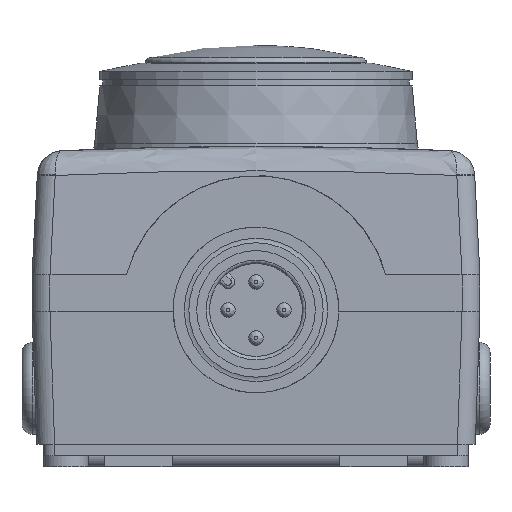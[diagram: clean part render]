
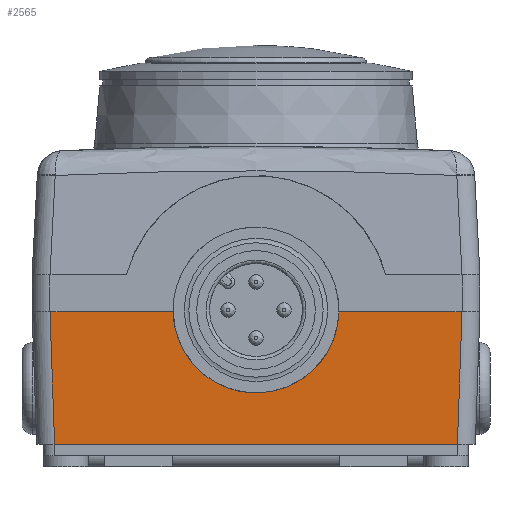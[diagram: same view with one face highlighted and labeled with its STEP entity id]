
A CAD part, front view. The second image highlights one B-rep face of the part: STEP entity #2565.
In plain terms, the highlighted planar face has unit normal (0, -0.999, -0.035).
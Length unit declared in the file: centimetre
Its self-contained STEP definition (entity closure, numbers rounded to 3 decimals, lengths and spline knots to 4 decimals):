
#37=ELLIPSE('',#2858,0.7405,0.74);
#163=LINE('',#4460,#303);
#164=LINE('',#4462,#304);
#165=LINE('',#4464,#305);
#166=LINE('',#4466,#306);
#167=LINE('',#4468,#307);
#168=LINE('',#4470,#308);
#169=LINE('',#4471,#309);
#303=VECTOR('',#3457,1.1002);
#304=VECTOR('',#3458,0.0001);
#305=VECTOR('',#3459,1.1864);
#306=VECTOR('',#3460,3.5974);
#307=VECTOR('',#3461,1.1864);
#308=VECTOR('',#3462,0.0001);
#309=VECTOR('',#3463,1.1002);
#583=PLANE('',#2859);
#722=FACE_OUTER_BOUND('',#973,.T.);
#973=EDGE_LOOP('',(#2095,#2096,#2097,#2098,#2099,#2100,#2101,#2102));
#1348=VERTEX_POINT('',#4454);
#1349=VERTEX_POINT('',#4455);
#1350=VERTEX_POINT('',#4459);
#1351=VERTEX_POINT('',#4461);
#1352=VERTEX_POINT('',#4463);
#1353=VERTEX_POINT('',#4465);
#1354=VERTEX_POINT('',#4467);
#1355=VERTEX_POINT('',#4469);
#1624=EDGE_CURVE('',#1349,#1348,#37,.T.);
#1625=EDGE_CURVE('',#1348,#1350,#163,.T.);
#1626=EDGE_CURVE('',#1350,#1351,#164,.T.);
#1627=EDGE_CURVE('',#1352,#1351,#165,.T.);
#1628=EDGE_CURVE('',#1352,#1353,#166,.T.);
#1629=EDGE_CURVE('',#1354,#1353,#167,.T.);
#1630=EDGE_CURVE('',#1354,#1355,#168,.T.);
#1631=EDGE_CURVE('',#1355,#1349,#169,.T.);
#2095=ORIENTED_EDGE('',*,*,#1624,.T.);
#2096=ORIENTED_EDGE('',*,*,#1625,.T.);
#2097=ORIENTED_EDGE('',*,*,#1626,.T.);
#2098=ORIENTED_EDGE('',*,*,#1627,.F.);
#2099=ORIENTED_EDGE('',*,*,#1628,.T.);
#2100=ORIENTED_EDGE('',*,*,#1629,.F.);
#2101=ORIENTED_EDGE('',*,*,#1630,.T.);
#2102=ORIENTED_EDGE('',*,*,#1631,.T.);
#2565=ADVANCED_FACE('',(#722),#583,.T.);
#2858=AXIS2_PLACEMENT_3D('',#4457,#3453,#3454);
#2859=AXIS2_PLACEMENT_3D('',#4458,#3455,#3456);
#3453=DIRECTION('center_axis',(0.,0.999,0.035));
#3454=DIRECTION('ref_axis',(0.,0.035,-0.999));
#3455=DIRECTION('center_axis',(0.,-0.999,-0.035));
#3456=DIRECTION('ref_axis',(0.,0.035,-0.999));
#3457=DIRECTION('',(-1.,0.,0.));
#3458=DIRECTION('',(-1.,0.,0.));
#3459=DIRECTION('',(-0.035,-0.035,0.999));
#3460=DIRECTION('',(1.,0.,0.));
#3461=DIRECTION('',(-0.035,0.035,-0.999));
#3462=DIRECTION('',(-1.,0.,0.));
#3463=DIRECTION('',(-1.,0.,0.));
#4454=CARTESIAN_POINT('',(-0.7398,-5.43,1.185));
#4455=CARTESIAN_POINT('',(0.7398,-5.43,1.185));
#4457=CARTESIAN_POINT('Origin',(0.,-5.4305,1.2));
#4458=CARTESIAN_POINT('Origin',(-1.,-5.4093,0.5925));
#4459=CARTESIAN_POINT('',(-1.84,-5.43,1.185));
#4460=CARTESIAN_POINT('',(-1.,-5.43,1.185));
#4461=CARTESIAN_POINT('',(-1.8401,-5.43,1.185));
#4462=CARTESIAN_POINT('',(-1.,-5.43,1.185));
#4463=CARTESIAN_POINT('',(-1.7987,-5.3886,0.));
#4464=CARTESIAN_POINT('',(-1.8141,-5.404,0.4395));
#4465=CARTESIAN_POINT('',(1.7987,-5.3886,0.));
#4466=CARTESIAN_POINT('',(-1.,-5.3886,0.));
#4467=CARTESIAN_POINT('',(1.8401,-5.43,1.185));
#4468=CARTESIAN_POINT('',(1.8162,-5.4061,0.4992));
#4469=CARTESIAN_POINT('',(1.84,-5.43,1.185));
#4470=CARTESIAN_POINT('',(-1.,-5.43,1.185));
#4471=CARTESIAN_POINT('',(-1.,-5.43,1.185));
